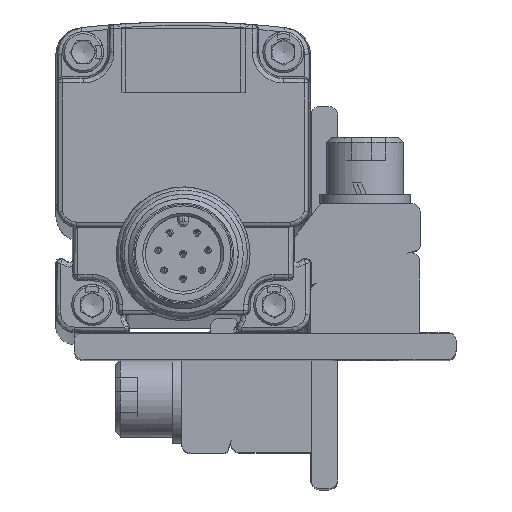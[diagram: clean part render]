
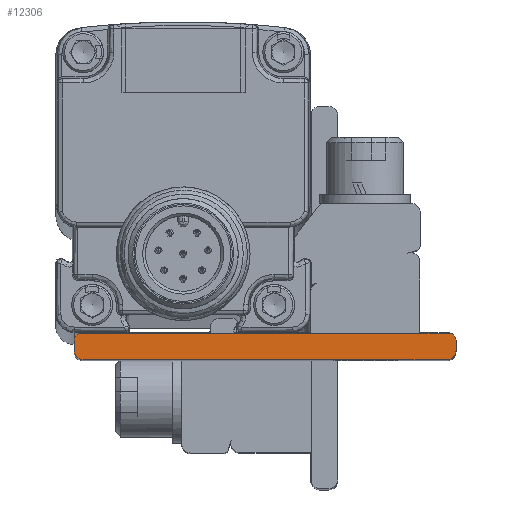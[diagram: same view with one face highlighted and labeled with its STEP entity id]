
A CAD part, top view. The second image highlights one B-rep face of the part: STEP entity #12306.
In plain terms, the highlighted planar face has unit normal (0, 0, 1).
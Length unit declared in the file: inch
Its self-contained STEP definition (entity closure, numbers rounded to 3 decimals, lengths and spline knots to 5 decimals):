
#272 = CARTESIAN_POINT ( 'NONE',  ( -0.43307, -0.11811, 11.02362 ) ) ;
#603 = DIRECTION ( 'NONE',  ( 0., 0., 1. ) ) ;
#633 = LINE ( 'NONE', #793, #28414 ) ;
#680 = DIRECTION ( 'NONE',  ( 0., 0., -1. ) ) ;
#793 = CARTESIAN_POINT ( 'NONE',  ( -0.47244, 0., 11.02362 ) ) ;
#795 = LINE ( 'NONE', #10898, #11131 ) ;
#1340 = VERTEX_POINT ( 'NONE', #12429 ) ;
#1460 = AXIS2_PLACEMENT_3D ( 'NONE', #12500, #680, #25128 ) ;
#1469 = DIRECTION ( 'NONE',  ( -1., 0., 0. ) ) ;
#1700 = ORIENTED_EDGE ( 'NONE', *, *, #20939, .T. ) ;
#1799 = ORIENTED_EDGE ( 'NONE', *, *, #24198, .F. ) ;
#2379 = CARTESIAN_POINT ( 'NONE',  ( 1.14173, -0.07874, 11.02362 ) ) ;
#3065 = ORIENTED_EDGE ( 'NONE', *, *, #16695, .T. ) ;
#3119 = VERTEX_POINT ( 'NONE', #29942 ) ;
#3315 = CARTESIAN_POINT ( 'NONE',  ( -0.43307, -0.03937, 11.02362 ) ) ;
#3344 = ORIENTED_EDGE ( 'NONE', *, *, #5805, .F. ) ;
#3425 = DIRECTION ( 'NONE',  ( 0., -1., 0. ) ) ;
#4270 = CARTESIAN_POINT ( 'NONE',  ( 0.11811, -0.00394, 11.02362 ) ) ;
#5511 = ORIENTED_EDGE ( 'NONE', *, *, #20795, .T. ) ;
#5805 = EDGE_CURVE ( 'NONE', #13532, #3119, #633, .T. ) ;
#5845 = CARTESIAN_POINT ( 'NONE',  ( -0.45023, -0.00394, 11.02362 ) ) ;
#6720 = VERTEX_POINT ( 'NONE', #5845 ) ;
#6805 = AXIS2_PLACEMENT_3D ( 'NONE', #2379, #11865, #26988 ) ;
#6887 = LINE ( 'NONE', #4270, #18745 ) ;
#7686 = AXIS2_PLACEMENT_3D ( 'NONE', #12195, #28591, #9710 ) ;
#7738 = VERTEX_POINT ( 'NONE', #11424 ) ;
#7910 = EDGE_CURVE ( 'NONE', #1340, #7738, #13869, .T. ) ;
#8884 = CARTESIAN_POINT ( 'NONE',  ( 1.1811, -0.07874, 11.02362 ) ) ;
#9710 = DIRECTION ( 'NONE',  ( -1., 0., 0. ) ) ;
#10430 = DIRECTION ( 'NONE',  ( 0., 1., 0. ) ) ;
#10898 = CARTESIAN_POINT ( 'NONE',  ( 1.1811, -0.11811, 11.02362 ) ) ;
#11131 = VECTOR ( 'NONE', #3425, 39.37008 ) ;
#11424 = CARTESIAN_POINT ( 'NONE',  ( 1.1811, -0.03937, 11.02362 ) ) ;
#11865 = DIRECTION ( 'NONE',  ( 0., 0., 1. ) ) ;
#12195 = CARTESIAN_POINT ( 'NONE',  ( -0.43307, -0.07874, 11.02362 ) ) ;
#12306 = ADVANCED_FACE ( 'NONE', ( #13188 ), #29287, .T. ) ;
#12429 = CARTESIAN_POINT ( 'NONE',  ( 1.15889, -0.00394, 11.02362 ) ) ;
#12500 = CARTESIAN_POINT ( 'NONE',  ( 1.14173, -0.03937, 11.02362 ) ) ;
#12727 = DIRECTION ( 'NONE',  ( 1., 0., 0. ) ) ;
#13110 = AXIS2_PLACEMENT_3D ( 'NONE', #24438, #603, #12727 ) ;
#13188 = FACE_OUTER_BOUND ( 'NONE', #15805, .T. ) ;
#13532 = VERTEX_POINT ( 'NONE', #16560 ) ;
#13869 = CIRCLE ( 'NONE', #1460, 0.03937 ) ;
#14026 = CIRCLE ( 'NONE', #29003, 0.03937 ) ;
#14991 = DIRECTION ( 'NONE',  ( 1., 0., 0. ) ) ;
#15620 = EDGE_CURVE ( 'NONE', #13532, #21312, #29119, .T. ) ;
#15805 = EDGE_LOOP ( 'NONE', ( #17538, #5511, #1799, #3344, #18752, #3065, #1700, #20217 ) ) ;
#16560 = CARTESIAN_POINT ( 'NONE',  ( -0.47244, -0.07874, 11.02362 ) ) ;
#16695 = EDGE_CURVE ( 'NONE', #21312, #20787, #22174, .T. ) ;
#17350 = VECTOR ( 'NONE', #14991, 39.37008 ) ;
#17538 = ORIENTED_EDGE ( 'NONE', *, *, #7910, .F. ) ;
#17998 = VERTEX_POINT ( 'NONE', #8884 ) ;
#18745 = VECTOR ( 'NONE', #1469, 39.37008 ) ;
#18752 = ORIENTED_EDGE ( 'NONE', *, *, #15620, .T. ) ;
#20217 = ORIENTED_EDGE ( 'NONE', *, *, #25911, .F. ) ;
#20244 = CIRCLE ( 'NONE', #6805, 0.03937 ) ;
#20787 = VERTEX_POINT ( 'NONE', #20923 ) ;
#20795 = EDGE_CURVE ( 'NONE', #1340, #6720, #6887, .T. ) ;
#20923 = CARTESIAN_POINT ( 'NONE',  ( 1.14173, -0.11811, 11.02362 ) ) ;
#20939 = EDGE_CURVE ( 'NONE', #20787, #17998, #20244, .T. ) ;
#21312 = VERTEX_POINT ( 'NONE', #272 ) ;
#22174 = LINE ( 'NONE', #22639, #17350 ) ;
#22639 = CARTESIAN_POINT ( 'NONE',  ( 0.55118, -0.11811, 11.02362 ) ) ;
#24198 = EDGE_CURVE ( 'NONE', #3119, #6720, #14026, .T. ) ;
#24438 = CARTESIAN_POINT ( 'NONE',  ( 0.11811, 0., 11.02362 ) ) ;
#25128 = DIRECTION ( 'NONE',  ( -1., 0., 0. ) ) ;
#25911 = EDGE_CURVE ( 'NONE', #7738, #17998, #795, .T. ) ;
#26539 = DIRECTION ( 'NONE',  ( -1., 0., 0. ) ) ;
#26988 = DIRECTION ( 'NONE',  ( -1., 0., 0. ) ) ;
#27157 = DIRECTION ( 'NONE',  ( 0., 0., -1. ) ) ;
#28414 = VECTOR ( 'NONE', #10430, 39.37008 ) ;
#28591 = DIRECTION ( 'NONE',  ( 0., 0., 1. ) ) ;
#29003 = AXIS2_PLACEMENT_3D ( 'NONE', #3315, #27157, #26539 ) ;
#29119 = CIRCLE ( 'NONE', #7686, 0.03937 ) ;
#29287 = PLANE ( 'NONE',  #13110 ) ;
#29942 = CARTESIAN_POINT ( 'NONE',  ( -0.47244, -0.03937, 11.02362 ) ) ;
